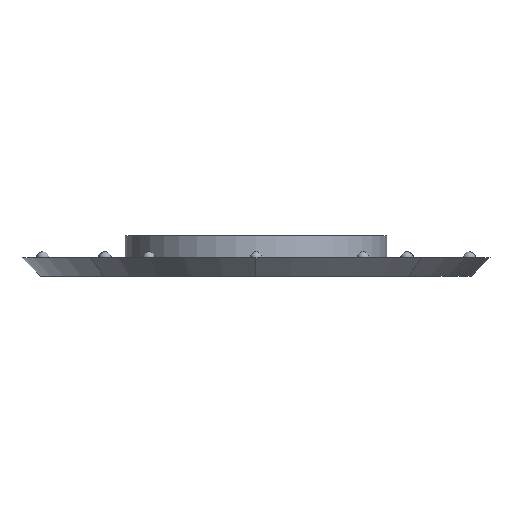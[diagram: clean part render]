
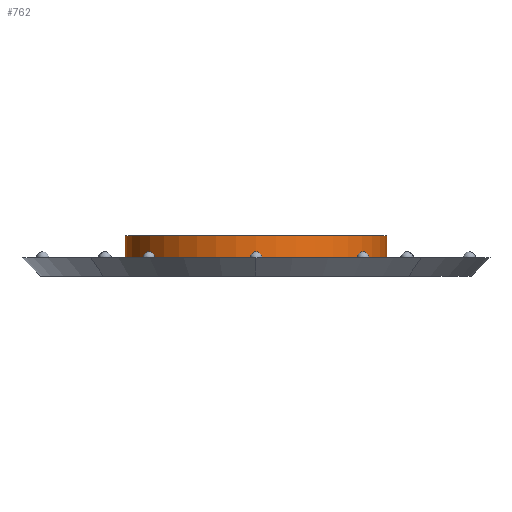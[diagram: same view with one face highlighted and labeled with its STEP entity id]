
A CAD part, front view. The second image highlights one B-rep face of the part: STEP entity #762.
In plain terms, the highlighted cylindrical face has radius 21.5 mm (diameter 43 mm), a full revolution.
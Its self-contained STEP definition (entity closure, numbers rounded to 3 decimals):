
#597 = EDGE_CURVE('',#598,#600,#602,.T.);
#598 = VERTEX_POINT('',#599);
#599 = CARTESIAN_POINT('',(21.5,0.,6.6));
#600 = VERTEX_POINT('',#601);
#601 = CARTESIAN_POINT('',(15.203,-15.203,6.6));
#602 = CIRCLE('',#603,21.5);
#603 = AXIS2_PLACEMENT_3D('',#604,#605,#606);
#604 = CARTESIAN_POINT('',(0.,0.,6.6));
#605 = DIRECTION('',(0.,0.,-1.));
#606 = DIRECTION('',(1.,0.,0.));
#608 = EDGE_CURVE('',#609,#598,#611,.T.);
#609 = VERTEX_POINT('',#610);
#610 = CARTESIAN_POINT('',(15.203,15.203,6.6));
#611 = CIRCLE('',#612,21.5);
#612 = AXIS2_PLACEMENT_3D('',#613,#614,#615);
#613 = CARTESIAN_POINT('',(0.,0.,6.6));
#614 = DIRECTION('',(0.,0.,-1.));
#615 = DIRECTION('',(1.,0.,0.));
#617 = EDGE_CURVE('',#618,#609,#620,.T.);
#618 = VERTEX_POINT('',#619);
#619 = CARTESIAN_POINT('',(0.,21.5,6.6));
#620 = CIRCLE('',#621,21.5);
#621 = AXIS2_PLACEMENT_3D('',#622,#623,#624);
#622 = CARTESIAN_POINT('',(0.,0.,6.6));
#623 = DIRECTION('',(0.,0.,-1.));
#624 = DIRECTION('',(1.,0.,0.));
#626 = EDGE_CURVE('',#627,#618,#629,.T.);
#627 = VERTEX_POINT('',#628);
#628 = CARTESIAN_POINT('',(-15.203,15.203,6.6));
#629 = CIRCLE('',#630,21.5);
#630 = AXIS2_PLACEMENT_3D('',#631,#632,#633);
#631 = CARTESIAN_POINT('',(0.,0.,6.6));
#632 = DIRECTION('',(0.,0.,-1.));
#633 = DIRECTION('',(1.,0.,0.));
#635 = EDGE_CURVE('',#636,#627,#638,.T.);
#636 = VERTEX_POINT('',#637);
#637 = CARTESIAN_POINT('',(-21.5,0.,6.6));
#638 = CIRCLE('',#639,21.5);
#639 = AXIS2_PLACEMENT_3D('',#640,#641,#642);
#640 = CARTESIAN_POINT('',(0.,0.,6.6));
#641 = DIRECTION('',(0.,0.,-1.));
#642 = DIRECTION('',(1.,0.,0.));
#644 = EDGE_CURVE('',#645,#636,#647,.T.);
#645 = VERTEX_POINT('',#646);
#646 = CARTESIAN_POINT('',(-15.203,-15.203,6.6));
#647 = CIRCLE('',#648,21.5);
#648 = AXIS2_PLACEMENT_3D('',#649,#650,#651);
#649 = CARTESIAN_POINT('',(0.,0.,6.6));
#650 = DIRECTION('',(0.,0.,-1.));
#651 = DIRECTION('',(1.,0.,0.));
#653 = EDGE_CURVE('',#654,#645,#656,.T.);
#654 = VERTEX_POINT('',#655);
#655 = CARTESIAN_POINT('',(0.,-21.5,6.6));
#656 = CIRCLE('',#657,21.5);
#657 = AXIS2_PLACEMENT_3D('',#658,#659,#660);
#658 = CARTESIAN_POINT('',(0.,0.,6.6));
#659 = DIRECTION('',(0.,0.,-1.));
#660 = DIRECTION('',(1.,0.,0.));
#662 = EDGE_CURVE('',#600,#654,#663,.T.);
#663 = CIRCLE('',#664,21.5);
#664 = AXIS2_PLACEMENT_3D('',#665,#666,#667);
#665 = CARTESIAN_POINT('',(0.,0.,6.6));
#666 = DIRECTION('',(0.,0.,-1.));
#667 = DIRECTION('',(1.,0.,0.));
#762 = ADVANCED_FACE('',(#763),#851,.T.);
#763 = FACE_BOUND('',#764,.T.);
#764 = EDGE_LOOP('',(#765,#766,#767,#768,#769,#770,#771,#772,#779,#788,
    #797,#806,#815,#824,#833,#842,#849,#850));
#765 = ORIENTED_EDGE('',*,*,#662,.T.);
#766 = ORIENTED_EDGE('',*,*,#653,.T.);
#767 = ORIENTED_EDGE('',*,*,#644,.T.);
#768 = ORIENTED_EDGE('',*,*,#635,.T.);
#769 = ORIENTED_EDGE('',*,*,#626,.T.);
#770 = ORIENTED_EDGE('',*,*,#617,.T.);
#771 = ORIENTED_EDGE('',*,*,#608,.T.);
#772 = ORIENTED_EDGE('',*,*,#773,.T.);
#773 = EDGE_CURVE('',#598,#774,#776,.T.);
#774 = VERTEX_POINT('',#775);
#775 = CARTESIAN_POINT('',(21.5,0.,3.));
#776 = B_SPLINE_CURVE_WITH_KNOTS('',1,(#777,#778),.UNSPECIFIED.,.F.,.F.,
  (2,2),(0.,3.6),.PIECEWISE_BEZIER_KNOTS.);
#777 = CARTESIAN_POINT('',(21.5,0.,6.6));
#778 = CARTESIAN_POINT('',(21.5,0.,3.));
#779 = ORIENTED_EDGE('',*,*,#780,.F.);
#780 = EDGE_CURVE('',#781,#774,#783,.T.);
#781 = VERTEX_POINT('',#782);
#782 = CARTESIAN_POINT('',(15.203,15.203,
    3.));
#783 = CIRCLE('',#784,21.5);
#784 = AXIS2_PLACEMENT_3D('',#785,#786,#787);
#785 = CARTESIAN_POINT('',(0.,0.,3.));
#786 = DIRECTION('',(0.,0.,-1.));
#787 = DIRECTION('',(1.,0.,0.));
#788 = ORIENTED_EDGE('',*,*,#789,.F.);
#789 = EDGE_CURVE('',#790,#781,#792,.T.);
#790 = VERTEX_POINT('',#791);
#791 = CARTESIAN_POINT('',(0.,21.5,3.));
#792 = CIRCLE('',#793,21.5);
#793 = AXIS2_PLACEMENT_3D('',#794,#795,#796);
#794 = CARTESIAN_POINT('',(0.,0.,3.));
#795 = DIRECTION('',(0.,0.,-1.));
#796 = DIRECTION('',(1.,0.,0.));
#797 = ORIENTED_EDGE('',*,*,#798,.F.);
#798 = EDGE_CURVE('',#799,#790,#801,.T.);
#799 = VERTEX_POINT('',#800);
#800 = CARTESIAN_POINT('',(-15.203,15.203,
    3.));
#801 = CIRCLE('',#802,21.5);
#802 = AXIS2_PLACEMENT_3D('',#803,#804,#805);
#803 = CARTESIAN_POINT('',(0.,0.,3.));
#804 = DIRECTION('',(0.,0.,-1.));
#805 = DIRECTION('',(1.,0.,0.));
#806 = ORIENTED_EDGE('',*,*,#807,.F.);
#807 = EDGE_CURVE('',#808,#799,#810,.T.);
#808 = VERTEX_POINT('',#809);
#809 = CARTESIAN_POINT('',(-21.5,0.,3.));
#810 = CIRCLE('',#811,21.5);
#811 = AXIS2_PLACEMENT_3D('',#812,#813,#814);
#812 = CARTESIAN_POINT('',(0.,0.,3.));
#813 = DIRECTION('',(0.,0.,-1.));
#814 = DIRECTION('',(1.,0.,0.));
#815 = ORIENTED_EDGE('',*,*,#816,.F.);
#816 = EDGE_CURVE('',#817,#808,#819,.T.);
#817 = VERTEX_POINT('',#818);
#818 = CARTESIAN_POINT('',(-15.203,-15.203,
    3.));
#819 = CIRCLE('',#820,21.5);
#820 = AXIS2_PLACEMENT_3D('',#821,#822,#823);
#821 = CARTESIAN_POINT('',(0.,0.,3.));
#822 = DIRECTION('',(0.,0.,-1.));
#823 = DIRECTION('',(1.,0.,0.));
#824 = ORIENTED_EDGE('',*,*,#825,.F.);
#825 = EDGE_CURVE('',#826,#817,#828,.T.);
#826 = VERTEX_POINT('',#827);
#827 = CARTESIAN_POINT('',(0.,-21.5,3.));
#828 = CIRCLE('',#829,21.5);
#829 = AXIS2_PLACEMENT_3D('',#830,#831,#832);
#830 = CARTESIAN_POINT('',(0.,0.,3.));
#831 = DIRECTION('',(0.,0.,-1.));
#832 = DIRECTION('',(1.,0.,0.));
#833 = ORIENTED_EDGE('',*,*,#834,.F.);
#834 = EDGE_CURVE('',#835,#826,#837,.T.);
#835 = VERTEX_POINT('',#836);
#836 = CARTESIAN_POINT('',(15.203,-15.203,
    3.));
#837 = CIRCLE('',#838,21.5);
#838 = AXIS2_PLACEMENT_3D('',#839,#840,#841);
#839 = CARTESIAN_POINT('',(0.,0.,3.));
#840 = DIRECTION('',(0.,0.,-1.));
#841 = DIRECTION('',(1.,0.,0.));
#842 = ORIENTED_EDGE('',*,*,#843,.F.);
#843 = EDGE_CURVE('',#774,#835,#844,.T.);
#844 = CIRCLE('',#845,21.5);
#845 = AXIS2_PLACEMENT_3D('',#846,#847,#848);
#846 = CARTESIAN_POINT('',(0.,0.,3.));
#847 = DIRECTION('',(0.,0.,-1.));
#848 = DIRECTION('',(1.,0.,0.));
#849 = ORIENTED_EDGE('',*,*,#773,.F.);
#850 = ORIENTED_EDGE('',*,*,#597,.T.);
#851 = CYLINDRICAL_SURFACE('',#852,21.5);
#852 = AXIS2_PLACEMENT_3D('',#853,#854,#855);
#853 = CARTESIAN_POINT('',(0.,0.,6.6));
#854 = DIRECTION('',(0.,0.,-1.));
#855 = DIRECTION('',(1.,0.,0.));
